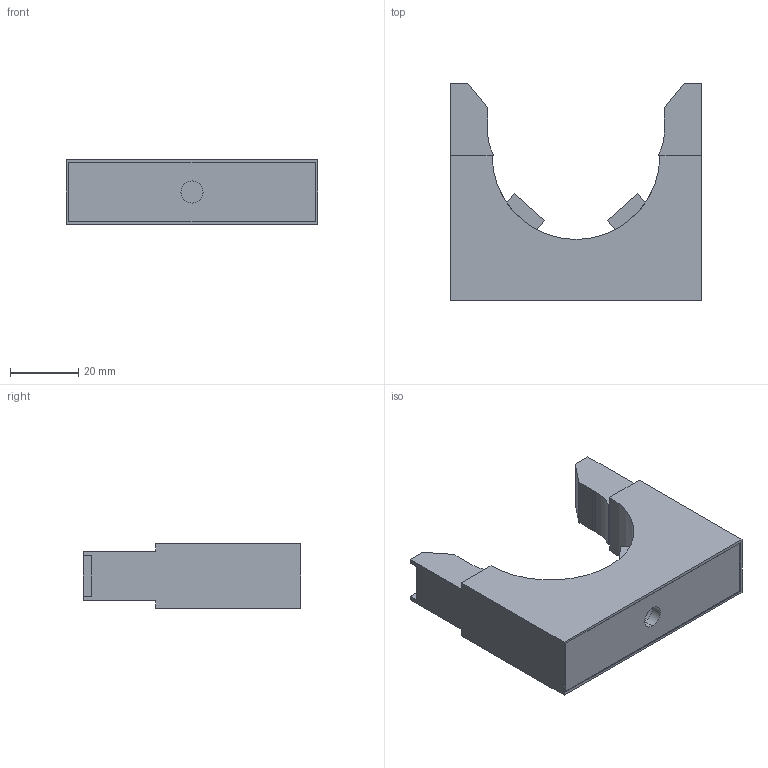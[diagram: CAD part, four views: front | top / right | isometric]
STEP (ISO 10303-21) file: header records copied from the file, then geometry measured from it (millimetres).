
FILE_DESCRIPTION (( 'STEP AP203' ), '1' );
FILE_NAME ('MB-48-BK.STEP', '2010-05-20T20:05:06', ( 'Owner' ), ( '' ), 'SwSTEP 2.0', 'SolidWorks 2008', '' );
FILE_SCHEMA (( 'CONFIG_CONTROL_DESIGN' ));
Length unit declared in the file: inch
Products named in the file (1): MB-48-BK
Bounding box: 73.91 x 64.01 x 19.05 mm (x, y, z)
Volume: 47316 mm3; surface area: 12005.7 mm2
Topology: 1 solids, 1 shells, 54 faces, 137 edges, 90 vertices
Faces by surface type: plane 46, cylinder 8
Entity records: 1688 total; most frequent: CARTESIAN_POINT 282, ORIENTED_EDGE 274, DIRECTION 267, EDGE_CURVE 137, VECTOR 117, LINE 117, VERTEX_POINT 90, AXIS2_PLACEMENT_3D 75
